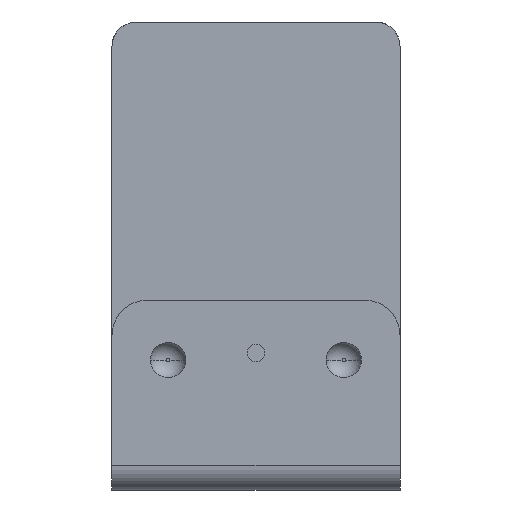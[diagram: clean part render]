
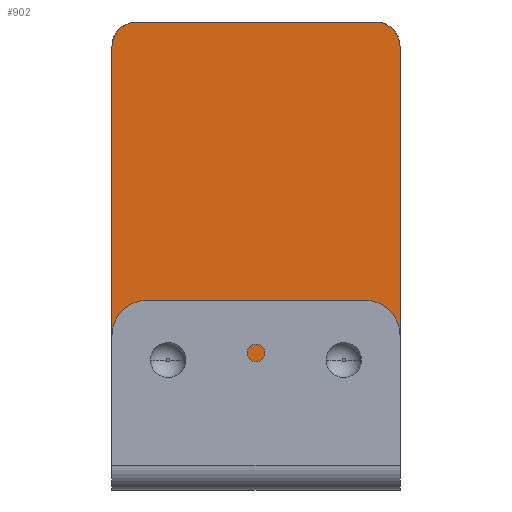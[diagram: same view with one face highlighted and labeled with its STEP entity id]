
A CAD part, front view. The second image highlights one B-rep face of the part: STEP entity #902.
In plain terms, the highlighted planar face has unit normal (0, -1, 0).
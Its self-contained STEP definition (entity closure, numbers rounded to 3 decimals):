
#4 = VERTEX_POINT ( 'NONE', #548 ) ;
#51 = AXIS2_PLACEMENT_3D ( 'NONE', #603, #1108, #1877 ) ;
#137 = ORIENTED_EDGE ( 'NONE', *, *, #1963, .T. ) ;
#210 = EDGE_LOOP ( 'NONE', ( #1693, #1309, #1286, #785, #1181, #137 ) ) ;
#245 = DIRECTION ( 'NONE',  ( 0., -1., 0. ) ) ;
#257 = CARTESIAN_POINT ( 'NONE',  ( 20.5, -1.9, -3.48 ) ) ;
#365 = EDGE_CURVE ( 'NONE', #1466, #624, #1953, .T. ) ;
#400 = VECTOR ( 'NONE', #1175, 1000. ) ;
#401 = LINE ( 'NONE', #1816, #400 ) ;
#544 = DIRECTION ( 'NONE',  ( -1., 0., 0. ) ) ;
#548 = CARTESIAN_POINT ( 'NONE',  ( -20.5, -1.9, -3.48 ) ) ;
#565 = DIRECTION ( 'NONE',  ( 0., -1., 0. ) ) ;
#575 = CARTESIAN_POINT ( 'NONE',  ( -17.02, -1.9, 0. ) ) ;
#603 = CARTESIAN_POINT ( 'NONE',  ( -20.5, -1.9, 0. ) ) ;
#619 = CARTESIAN_POINT ( 'NONE',  ( -20.5, -1.9, -63.7 ) ) ;
#624 = VERTEX_POINT ( 'NONE', #257 ) ;
#635 = AXIS2_PLACEMENT_3D ( 'NONE', #1067, #245, #728 ) ;
#685 = VERTEX_POINT ( 'NONE', #1389 ) ;
#720 = DIRECTION ( 'NONE',  ( 1., 0., 0. ) ) ;
#728 = DIRECTION ( 'NONE',  ( 0., 0., -1. ) ) ;
#733 = VECTOR ( 'NONE', #720, 1000. ) ;
#785 = ORIENTED_EDGE ( 'NONE', *, *, #1628, .T. ) ;
#819 = CARTESIAN_POINT ( 'NONE',  ( 20.5, -1.9, -63.7 ) ) ;
#902 = ADVANCED_FACE ( 'NONE', ( #2039 ), #1889, .T. ) ;
#939 = EDGE_CURVE ( 'NONE', #685, #1934, #1936, .T. ) ;
#1030 = DIRECTION ( 'NONE',  ( 0., 0., 1. ) ) ;
#1067 = CARTESIAN_POINT ( 'NONE',  ( 17.02, -1.9, -3.48 ) ) ;
#1108 = DIRECTION ( 'NONE',  ( 0., -1., 0. ) ) ;
#1175 = DIRECTION ( 'NONE',  ( 0., 0., -1. ) ) ;
#1181 = ORIENTED_EDGE ( 'NONE', *, *, #365, .T. ) ;
#1200 = CARTESIAN_POINT ( 'NONE',  ( -17.02, -1.9, -3.48 ) ) ;
#1286 = ORIENTED_EDGE ( 'NONE', *, *, #1528, .T. ) ;
#1309 = ORIENTED_EDGE ( 'NONE', *, *, #1531, .T. ) ;
#1335 = VERTEX_POINT ( 'NONE', #619 ) ;
#1389 = CARTESIAN_POINT ( 'NONE',  ( 17.02, -1.9, 0. ) ) ;
#1466 = VERTEX_POINT ( 'NONE', #819 ) ;
#1476 = CARTESIAN_POINT ( 'NONE',  ( 20.5, -1.9, 0. ) ) ;
#1484 = CARTESIAN_POINT ( 'NONE',  ( -20.5, -1.9, -63.7 ) ) ;
#1486 = VECTOR ( 'NONE', #544, 1000. ) ;
#1505 = CIRCLE ( 'NONE', #635, 3.48 ) ;
#1509 = LINE ( 'NONE', #1484, #733 ) ;
#1528 = EDGE_CURVE ( 'NONE', #4, #1335, #401, .T. ) ;
#1531 = EDGE_CURVE ( 'NONE', #1934, #4, #1964, .T. ) ;
#1628 = EDGE_CURVE ( 'NONE', #1335, #1466, #1509, .T. ) ;
#1630 = DIRECTION ( 'NONE',  ( 0., 0., 1. ) ) ;
#1693 = ORIENTED_EDGE ( 'NONE', *, *, #939, .T. ) ;
#1746 = VECTOR ( 'NONE', #1630, 1000. ) ;
#1754 = CARTESIAN_POINT ( 'NONE',  ( -20.5, -1.9, 0. ) ) ;
#1816 = CARTESIAN_POINT ( 'NONE',  ( -20.5, -1.9, 0. ) ) ;
#1877 = DIRECTION ( 'NONE',  ( 0., 0., -1. ) ) ;
#1889 = PLANE ( 'NONE',  #51 ) ;
#1934 = VERTEX_POINT ( 'NONE', #575 ) ;
#1936 = LINE ( 'NONE', #1754, #1486 ) ;
#1953 = LINE ( 'NONE', #1476, #1746 ) ;
#1963 = EDGE_CURVE ( 'NONE', #624, #685, #1505, .T. ) ;
#1964 = CIRCLE ( 'NONE', #2023, 3.48 ) ;
#2023 = AXIS2_PLACEMENT_3D ( 'NONE', #1200, #565, #1030 ) ;
#2039 = FACE_OUTER_BOUND ( 'NONE', #210, .T. ) ;
